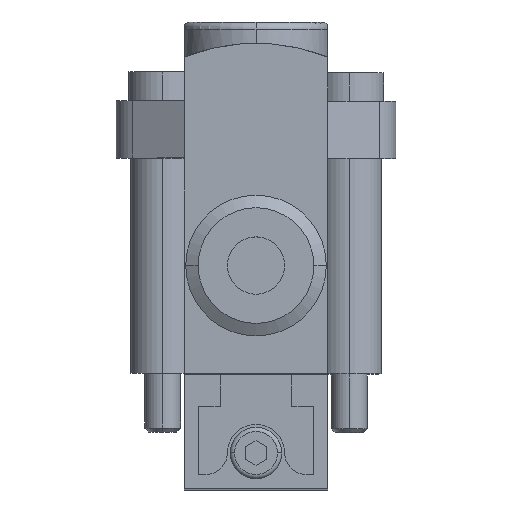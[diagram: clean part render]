
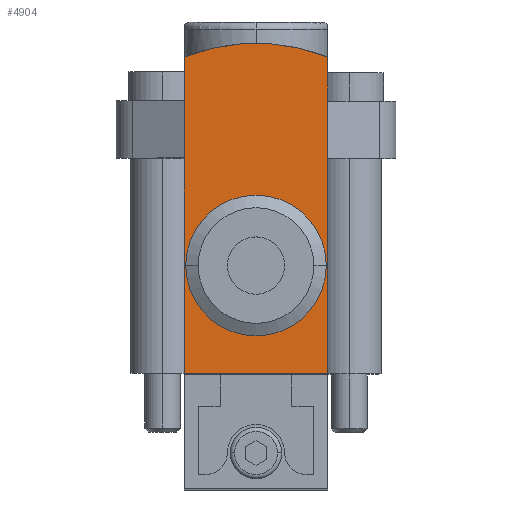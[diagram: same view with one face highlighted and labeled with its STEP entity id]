
A CAD part, top view. The second image highlights one B-rep face of the part: STEP entity #4904.
In plain terms, the highlighted planar face has unit normal (0, 0, 1).
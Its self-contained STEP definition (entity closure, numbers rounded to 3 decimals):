
#117 = DIRECTION ( 'NONE',  ( 0., 0., 1. ) ) ;
#133 = ORIENTED_EDGE ( 'NONE', *, *, #5460, .T. ) ;
#185 = ORIENTED_EDGE ( 'NONE', *, *, #802, .T. ) ;
#207 = CARTESIAN_POINT ( 'NONE',  ( -5., 31., 42. ) ) ;
#216 = CARTESIAN_POINT ( 'NONE',  ( -5., 27., 42. ) ) ;
#252 = VERTEX_POINT ( 'NONE', #1097 ) ;
#333 = DIRECTION ( 'NONE',  ( 0., -1., 0. ) ) ;
#370 = DIRECTION ( 'NONE',  ( 0., -1., 0. ) ) ;
#523 = ORIENTED_EDGE ( 'NONE', *, *, #1703, .F. ) ;
#555 = LINE ( 'NONE', #3721, #3888 ) ;
#615 = DIRECTION ( 'NONE',  ( -1., 0., 0. ) ) ;
#623 = DIRECTION ( 'NONE',  ( 0., 0., 1. ) ) ;
#641 = EDGE_CURVE ( 'NONE', #252, #2153, #555, .T. ) ;
#782 = DIRECTION ( 'NONE',  ( 0., -1., 0. ) ) ;
#802 = EDGE_CURVE ( 'NONE', #4157, #4285, #4372, .T. ) ;
#819 = EDGE_CURVE ( 'NONE', #5651, #3259, #2384, .T. ) ;
#992 = FACE_BOUND ( 'NONE', #3267, .T. ) ;
#1061 = AXIS2_PLACEMENT_3D ( 'NONE', #3752, #117, #5465 ) ;
#1097 = CARTESIAN_POINT ( 'NONE',  ( 5., 8., 42. ) ) ;
#1100 = DIRECTION ( 'NONE',  ( 0., 0., 1. ) ) ;
#1322 = LINE ( 'NONE', #4335, #2256 ) ;
#1432 = CARTESIAN_POINT ( 'NONE',  ( -5., 8., 42. ) ) ;
#1527 = DIRECTION ( 'NONE',  ( 0., -1., 0. ) ) ;
#1533 = VECTOR ( 'NONE', #782, 1000. ) ;
#1649 = DIRECTION ( 'NONE',  ( 0., 0., -1. ) ) ;
#1681 = FACE_OUTER_BOUND ( 'NONE', #3601, .T. ) ;
#1703 = EDGE_CURVE ( 'NONE', #3259, #5651, #2059, .T. ) ;
#1826 = CIRCLE ( 'NONE', #4561, 13.505 ) ;
#1924 = CARTESIAN_POINT ( 'NONE',  ( -5., 30.04, 42. ) ) ;
#1964 = LINE ( 'NONE', #4387, #3017 ) ;
#2030 = PLANE ( 'NONE',  #2070 ) ;
#2059 = CIRCLE ( 'NONE', #1061, 4.9 ) ;
#2070 = AXIS2_PLACEMENT_3D ( 'NONE', #5179, #1649, #3003 ) ;
#2153 = VERTEX_POINT ( 'NONE', #1432 ) ;
#2256 = VECTOR ( 'NONE', #370, 1000. ) ;
#2280 = CARTESIAN_POINT ( 'NONE',  ( 5., 30.04, 42. ) ) ;
#2384 = CIRCLE ( 'NONE', #3312, 4.9 ) ;
#2385 = ORIENTED_EDGE ( 'NONE', *, *, #819, .F. ) ;
#2835 = VERTEX_POINT ( 'NONE', #5723 ) ;
#3003 = DIRECTION ( 'NONE',  ( -1., 0., 0. ) ) ;
#3017 = VECTOR ( 'NONE', #333, 1000. ) ;
#3034 = ORIENTED_EDGE ( 'NONE', *, *, #5444, .F. ) ;
#3259 = VERTEX_POINT ( 'NONE', #4853 ) ;
#3267 = EDGE_LOOP ( 'NONE', ( #523, #2385 ) ) ;
#3312 = AXIS2_PLACEMENT_3D ( 'NONE', #4190, #623, #3753 ) ;
#3478 = CARTESIAN_POINT ( 'NONE',  ( -5., 31., 42. ) ) ;
#3567 = CARTESIAN_POINT ( 'NONE',  ( 4.9, 15.5, 42. ) ) ;
#3601 = EDGE_LOOP ( 'NONE', ( #3034, #4386, #185, #5012, #133, #4130 ) ) ;
#3693 = VECTOR ( 'NONE', #1527, 1000. ) ;
#3721 = CARTESIAN_POINT ( 'NONE',  ( 5., 8., 42. ) ) ;
#3752 = CARTESIAN_POINT ( 'NONE',  ( 0., 15.5, 42. ) ) ;
#3753 = DIRECTION ( 'NONE',  ( -1., 0., 0. ) ) ;
#3763 = CARTESIAN_POINT ( 'NONE',  ( 0., 17.495, 42. ) ) ;
#3888 = VECTOR ( 'NONE', #4118, 1000. ) ;
#4118 = DIRECTION ( 'NONE',  ( -1., 0., 0. ) ) ;
#4130 = ORIENTED_EDGE ( 'NONE', *, *, #641, .F. ) ;
#4157 = VERTEX_POINT ( 'NONE', #1924 ) ;
#4190 = CARTESIAN_POINT ( 'NONE',  ( 0., 15.5, 42. ) ) ;
#4285 = VERTEX_POINT ( 'NONE', #216 ) ;
#4335 = CARTESIAN_POINT ( 'NONE',  ( 5., 31., 42. ) ) ;
#4372 = LINE ( 'NONE', #207, #3693 ) ;
#4386 = ORIENTED_EDGE ( 'NONE', *, *, #5218, .T. ) ;
#4387 = CARTESIAN_POINT ( 'NONE',  ( -5., 31., 42. ) ) ;
#4561 = AXIS2_PLACEMENT_3D ( 'NONE', #3763, #1100, #615 ) ;
#4572 = VERTEX_POINT ( 'NONE', #2280 ) ;
#4603 = LINE ( 'NONE', #3478, #1533 ) ;
#4853 = CARTESIAN_POINT ( 'NONE',  ( -4.9, 15.5, 42. ) ) ;
#4904 = ADVANCED_FACE ( 'PLANAR_2', ( #992, #1681 ), #2030, .F. ) ;
#5012 = ORIENTED_EDGE ( 'NONE', *, *, #5430, .T. ) ;
#5179 = CARTESIAN_POINT ( 'NONE',  ( 5., 31., 42. ) ) ;
#5218 = EDGE_CURVE ( 'NONE', #4572, #4157, #1826, .T. ) ;
#5430 = EDGE_CURVE ( 'NONE', #4285, #2835, #4603, .T. ) ;
#5444 = EDGE_CURVE ( 'NONE', #4572, #252, #1322, .T. ) ;
#5460 = EDGE_CURVE ( 'NONE', #2835, #2153, #1964, .T. ) ;
#5465 = DIRECTION ( 'NONE',  ( -1., 0., 0. ) ) ;
#5651 = VERTEX_POINT ( 'NONE', #3567 ) ;
#5723 = CARTESIAN_POINT ( 'NONE',  ( -5., 23., 42. ) ) ;
